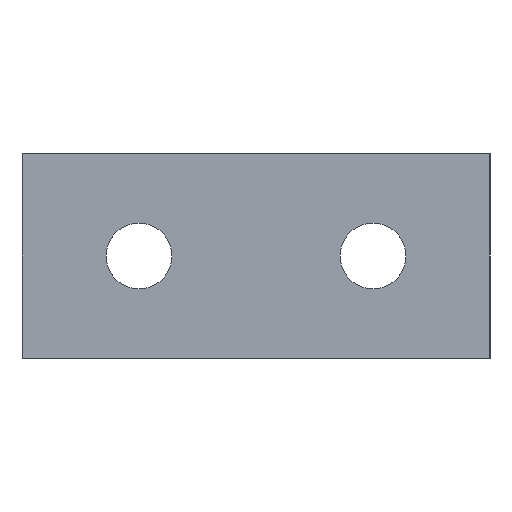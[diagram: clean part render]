
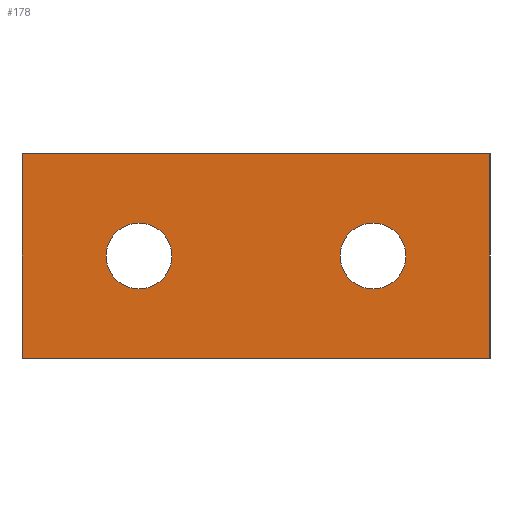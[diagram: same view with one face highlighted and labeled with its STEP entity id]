
A CAD part, left-side view. The second image highlights one B-rep face of the part: STEP entity #178.
In plain terms, the highlighted planar face has unit normal (-1, 0, 0).
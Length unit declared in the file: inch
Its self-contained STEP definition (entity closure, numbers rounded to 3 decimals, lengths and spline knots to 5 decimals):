
#1 = DIRECTION ( 'NONE',  ( 1., 0., 0. ) ) ;
#2 = CIRCLE ( 'NONE', #613, 0.1405 ) ;
#4 = EDGE_CURVE ( 'NONE', #609, #210, #369, .T. ) ;
#6 = EDGE_CURVE ( 'NONE', #210, #609, #42, .T. ) ;
#17 = DIRECTION ( 'NONE',  ( 1., 0., 0. ) ) ;
#18 = CARTESIAN_POINT ( 'NONE',  ( 0., 0.5, 0.1405 ) ) ;
#28 = ORIENTED_EDGE ( 'NONE', *, *, #260, .T. ) ;
#31 = CARTESIAN_POINT ( 'NONE',  ( 0., 0., -0.4375 ) ) ;
#38 = CARTESIAN_POINT ( 'NONE',  ( 0., 0., 0.4375 ) ) ;
#42 = CIRCLE ( 'NONE', #240, 0.1405 ) ;
#48 = VECTOR ( 'NONE', #529, 39.37008 ) ;
#51 = CARTESIAN_POINT ( 'NONE',  ( 0., 0.5, -0.1405 ) ) ;
#64 = ORIENTED_EDGE ( 'NONE', *, *, #532, .F. ) ;
#75 = DIRECTION ( 'NONE',  ( 1., 0., 0. ) ) ;
#81 = ORIENTED_EDGE ( 'NONE', *, *, #94, .F. ) ;
#94 = EDGE_CURVE ( 'NONE', #572, #173, #273, .T. ) ;
#95 = CARTESIAN_POINT ( 'NONE',  ( 0., 0.5, 0. ) ) ;
#101 = ORIENTED_EDGE ( 'NONE', *, *, #324, .T. ) ;
#127 = CARTESIAN_POINT ( 'NONE',  ( 0., 1.5, 0. ) ) ;
#128 = CARTESIAN_POINT ( 'NONE',  ( 0., 2., 0.4375 ) ) ;
#144 = FACE_BOUND ( 'NONE', #614, .T. ) ;
#153 = AXIS2_PLACEMENT_3D ( 'NONE', #127, #75, #271 ) ;
#169 = CARTESIAN_POINT ( 'NONE',  ( 0., 1.5, 0. ) ) ;
#173 = VERTEX_POINT ( 'NONE', #631 ) ;
#178 = ADVANCED_FACE ( 'NONE', ( #428, #588, #144 ), #280, .F. ) ;
#181 = CARTESIAN_POINT ( 'NONE',  ( 0., 0., 0.4375 ) ) ;
#189 = EDGE_CURVE ( 'NONE', #576, #173, #448, .T. ) ;
#210 = VERTEX_POINT ( 'NONE', #243 ) ;
#228 = ORIENTED_EDGE ( 'NONE', *, *, #189, .T. ) ;
#238 = DIRECTION ( 'NONE',  ( 1., 0., 0. ) ) ;
#240 = AXIS2_PLACEMENT_3D ( 'NONE', #169, #17, #381 ) ;
#243 = CARTESIAN_POINT ( 'NONE',  ( 0., 1.5, 0.1405 ) ) ;
#260 = EDGE_CURVE ( 'NONE', #505, #314, #464, .T. ) ;
#271 = DIRECTION ( 'NONE',  ( 0., 0., -1. ) ) ;
#273 = LINE ( 'NONE', #38, #457 ) ;
#274 = DIRECTION ( 'NONE',  ( 0., 0., -1. ) ) ;
#280 = PLANE ( 'NONE',  #354 ) ;
#290 = DIRECTION ( 'NONE',  ( 0., 0., -1. ) ) ;
#297 = DIRECTION ( 'NONE',  ( 1., 0., 0. ) ) ;
#298 = EDGE_LOOP ( 'NONE', ( #28, #101 ) ) ;
#314 = VERTEX_POINT ( 'NONE', #51 ) ;
#316 = CARTESIAN_POINT ( 'NONE',  ( 0., 2., -0.4375 ) ) ;
#324 = EDGE_CURVE ( 'NONE', #314, #505, #2, .T. ) ;
#327 = CARTESIAN_POINT ( 'NONE',  ( 0., 2., 0.4375 ) ) ;
#349 = ORIENTED_EDGE ( 'NONE', *, *, #6, .T. ) ;
#354 = AXIS2_PLACEMENT_3D ( 'NONE', #181, #238, #434 ) ;
#369 = CIRCLE ( 'NONE', #153, 0.1405 ) ;
#381 = DIRECTION ( 'NONE',  ( 0., 0., -1. ) ) ;
#415 = ORIENTED_EDGE ( 'NONE', *, *, #4, .T. ) ;
#423 = DIRECTION ( 'NONE',  ( 0., -1., 0. ) ) ;
#428 = FACE_BOUND ( 'NONE', #298, .T. ) ;
#434 = DIRECTION ( 'NONE',  ( 0., 0., -1. ) ) ;
#448 = LINE ( 'NONE', #31, #48 ) ;
#455 = CARTESIAN_POINT ( 'NONE',  ( 0., 0., 0.4375 ) ) ;
#457 = VECTOR ( 'NONE', #634, 39.37008 ) ;
#464 = CIRCLE ( 'NONE', #544, 0.1405 ) ;
#465 = VERTEX_POINT ( 'NONE', #327 ) ;
#469 = VECTOR ( 'NONE', #423, 39.37008 ) ;
#491 = DIRECTION ( 'NONE',  ( 0., 0., -1. ) ) ;
#505 = VERTEX_POINT ( 'NONE', #18 ) ;
#529 = DIRECTION ( 'NONE',  ( 0., -1., 0. ) ) ;
#532 = EDGE_CURVE ( 'NONE', #465, #572, #579, .T. ) ;
#536 = CARTESIAN_POINT ( 'NONE',  ( 0., 0.5, 0. ) ) ;
#544 = AXIS2_PLACEMENT_3D ( 'NONE', #95, #297, #491 ) ;
#545 = LINE ( 'NONE', #128, #611 ) ;
#547 = CARTESIAN_POINT ( 'NONE',  ( 0., 1.5, -0.1405 ) ) ;
#566 = EDGE_CURVE ( 'NONE', #465, #576, #545, .T. ) ;
#571 = CARTESIAN_POINT ( 'NONE',  ( 0., 0., 0.4375 ) ) ;
#572 = VERTEX_POINT ( 'NONE', #455 ) ;
#576 = VERTEX_POINT ( 'NONE', #316 ) ;
#579 = LINE ( 'NONE', #571, #469 ) ;
#581 = ORIENTED_EDGE ( 'NONE', *, *, #566, .T. ) ;
#588 = FACE_OUTER_BOUND ( 'NONE', #640, .T. ) ;
#609 = VERTEX_POINT ( 'NONE', #547 ) ;
#611 = VECTOR ( 'NONE', #274, 39.37008 ) ;
#613 = AXIS2_PLACEMENT_3D ( 'NONE', #536, #1, #290 ) ;
#614 = EDGE_LOOP ( 'NONE', ( #349, #415 ) ) ;
#631 = CARTESIAN_POINT ( 'NONE',  ( 0., 0., -0.4375 ) ) ;
#634 = DIRECTION ( 'NONE',  ( 0., 0., -1. ) ) ;
#640 = EDGE_LOOP ( 'NONE', ( #228, #81, #64, #581 ) ) ;
